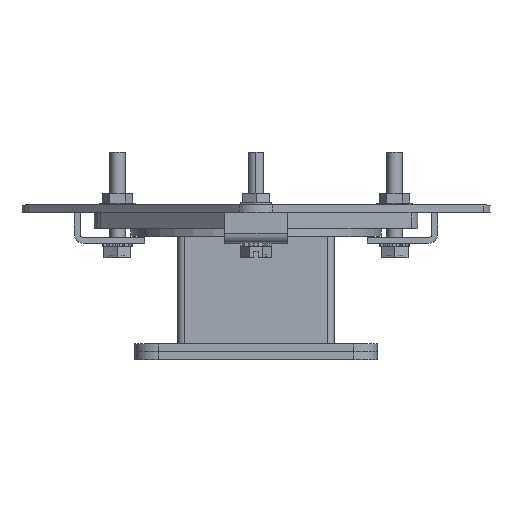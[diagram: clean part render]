
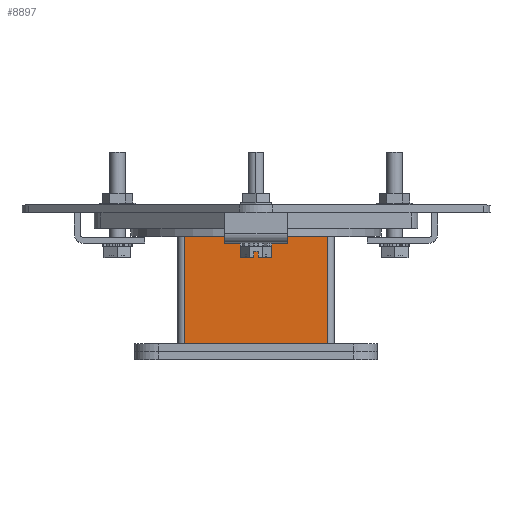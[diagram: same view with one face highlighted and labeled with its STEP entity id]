
A CAD part, top view. The second image highlights one B-rep face of the part: STEP entity #8897.
In plain terms, the highlighted planar face has unit normal (0, 0, 1).
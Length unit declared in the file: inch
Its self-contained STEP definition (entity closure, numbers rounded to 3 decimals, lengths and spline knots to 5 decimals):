
#1343 = VECTOR ( 'NONE', #9096, 39.37008 ) ;
#1854 = PLANE ( 'NONE',  #17321 ) ;
#3171 = CARTESIAN_POINT ( 'NONE',  ( -0.0705, 0., 0.0025 ) ) ;
#3256 = DIRECTION ( 'NONE',  ( 1., 0., 0. ) ) ;
#3732 = LINE ( 'NONE', #16907, #1343 ) ;
#4124 = EDGE_CURVE ( 'NONE', #10375, #16815, #3732, .T. ) ;
#4401 = DIRECTION ( 'NONE',  ( 1., 0., 0. ) ) ;
#4466 = ORIENTED_EDGE ( 'NONE', *, *, #10873, .T. ) ;
#5229 = LINE ( 'NONE', #3171, #12337 ) ;
#5570 = ORIENTED_EDGE ( 'NONE', *, *, #16234, .F. ) ;
#5843 = CARTESIAN_POINT ( 'NONE',  ( -0.1055, 0., 0.0025 ) ) ;
#7334 = ORIENTED_EDGE ( 'NONE', *, *, #9725, .F. ) ;
#8537 = CARTESIAN_POINT ( 'NONE',  ( -2.3895, 0., 0.0025 ) ) ;
#8897 = ADVANCED_FACE ( 'NONE', ( #12579 ), #1854, .F. ) ;
#9096 = DIRECTION ( 'NONE',  ( 0., -1., 0. ) ) ;
#9646 = VECTOR ( 'NONE', #11355, 39.37008 ) ;
#9725 = EDGE_CURVE ( 'NONE', #16199, #13847, #13034, .T. ) ;
#10375 = VERTEX_POINT ( 'NONE', #13068 ) ;
#10400 = DIRECTION ( 'NONE',  ( 0., 1., 0. ) ) ;
#10873 = EDGE_CURVE ( 'NONE', #16199, #16815, #5229, .T. ) ;
#11091 = CARTESIAN_POINT ( 'NONE',  ( -2.4975, 1.718, 0.0025 ) ) ;
#11092 = LINE ( 'NONE', #12580, #9646 ) ;
#11355 = DIRECTION ( 'NONE',  ( 1., 0., 0. ) ) ;
#12337 = VECTOR ( 'NONE', #4401, 39.37008 ) ;
#12531 = ORIENTED_EDGE ( 'NONE', *, *, #4124, .F. ) ;
#12579 = FACE_OUTER_BOUND ( 'NONE', #15828, .T. ) ;
#12580 = CARTESIAN_POINT ( 'NONE',  ( 0.0025, 1.718, 0.0025 ) ) ;
#13034 = LINE ( 'NONE', #13210, #17050 ) ;
#13068 = CARTESIAN_POINT ( 'NONE',  ( -0.1055, 1.718, 0.0025 ) ) ;
#13210 = CARTESIAN_POINT ( 'NONE',  ( -2.3895, 1.718, 0.0025 ) ) ;
#13478 = CARTESIAN_POINT ( 'NONE',  ( -2.3895, 1.718, 0.0025 ) ) ;
#13847 = VERTEX_POINT ( 'NONE', #13478 ) ;
#15828 = EDGE_LOOP ( 'NONE', ( #12531, #5570, #7334, #4466 ) ) ;
#16199 = VERTEX_POINT ( 'NONE', #8537 ) ;
#16234 = EDGE_CURVE ( 'NONE', #13847, #10375, #11092, .T. ) ;
#16690 = DIRECTION ( 'NONE',  ( 0., 0., -1. ) ) ;
#16815 = VERTEX_POINT ( 'NONE', #5843 ) ;
#16907 = CARTESIAN_POINT ( 'NONE',  ( -0.1055, 1.718, 0.0025 ) ) ;
#17050 = VECTOR ( 'NONE', #10400, 39.37008 ) ;
#17321 = AXIS2_PLACEMENT_3D ( 'NONE', #11091, #16690, #3256 ) ;
